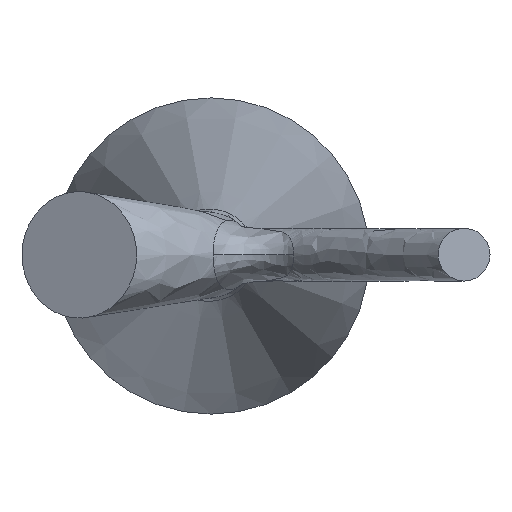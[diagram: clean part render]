
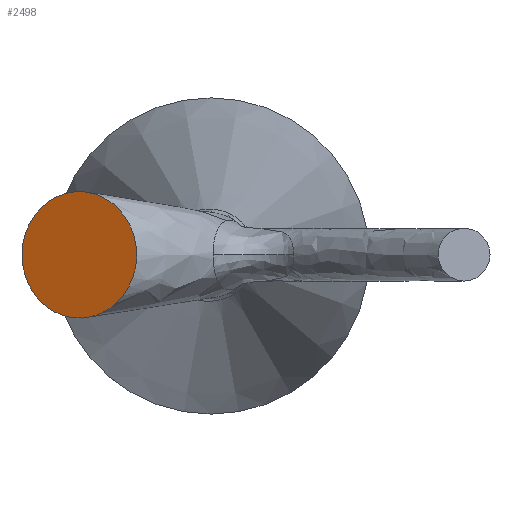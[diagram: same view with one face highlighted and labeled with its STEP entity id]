
A CAD part, top view. The second image highlights one B-rep face of the part: STEP entity #2498.
In plain terms, the highlighted planar face has unit normal (-0.423, 0, 0.906).
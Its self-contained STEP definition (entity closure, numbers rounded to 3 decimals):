
#1538 = ( BOUNDED_SURFACE() B_SPLINE_SURFACE(14,2,(
    (#1539,#1540,#1541)
    ,(#1542,#1543,#1544)
    ,(#1545,#1546,#1547)
    ,(#1548,#1549,#1550)
    ,(#1551,#1552,#1553)
    ,(#1554,#1555,#1556)
    ,(#1557,#1558,#1559)
    ,(#1560,#1561,#1562)
    ,(#1563,#1564,#1565)
    ,(#1566,#1567,#1568)
    ,(#1569,#1570,#1571)
    ,(#1572,#1573,#1574)
    ,(#1575,#1576,#1577)
    ,(#1578,#1579,#1580)
    ,(#1581,#1582,#1583
)),.UNSPECIFIED.,.T.,.F.,.F.) B_SPLINE_SURFACE_WITH_KNOTS((15,15),(3,3),
  (0.,1.),(0.,1.),.PIECEWISE_BEZIER_KNOTS.) 
GEOMETRIC_REPRESENTATION_ITEM() RATIONAL_B_SPLINE_SURFACE((
    (1.,1.,1.)
    ,(1.,1.,1.)
    ,(1.,1.,1.)
    ,(1.,1.,1.)
    ,(1.,1.,1.)
    ,(1.,1.,1.)
    ,(1.,1.,1.)
    ,(1.,1.,1.)
    ,(1.,1.,1.)
    ,(1.,1.,1.)
    ,(1.,1.,1.)
    ,(1.,1.,1.)
    ,(1.,1.,1.)
    ,(1.,1.,1.)
,(1.,1.,1.))) REPRESENTATION_ITEM('') SURFACE() );
#1539 = CARTESIAN_POINT('',(-14.124,0.,
    135.071));
#1540 = CARTESIAN_POINT('',(9.909,0.,
    122.212));
#1541 = CARTESIAN_POINT('',(7.878,0.,
    93.611));
#1542 = CARTESIAN_POINT('',(-14.124,5.386,
    135.071));
#1543 = CARTESIAN_POINT('',(9.909,3.473,
    122.212));
#1544 = CARTESIAN_POINT('',(7.878,3.59,
    93.611));
#1545 = CARTESIAN_POINT('',(-16.483,10.771,
    133.971));
#1546 = CARTESIAN_POINT('',(8.113,6.947,
    121.128));
#1547 = CARTESIAN_POINT('',(6.17,7.181,93.912
    ));
#1548 = CARTESIAN_POINT('',(-21.202,14.794,
    131.771));
#1549 = CARTESIAN_POINT('',(4.521,9.541,
    118.961));
#1550 = CARTESIAN_POINT('',(2.752,9.863,94.515
    ));
#1551 = CARTESIAN_POINT('',(-27.573,16.091,
    128.8));
#1552 = CARTESIAN_POINT('',(-0.329,10.377,
    116.034));
#1553 = CARTESIAN_POINT('',(-1.864,10.727,
    95.329));
#1554 = CARTESIAN_POINT('',(-34.188,13.788,
    125.716));
#1555 = CARTESIAN_POINT('',(-5.364,8.892,112.996
    ));
#1556 = CARTESIAN_POINT('',(-6.656,9.192,
    96.174));
#1557 = CARTESIAN_POINT('',(-39.237,7.991,
    123.361));
#1558 = CARTESIAN_POINT('',(-9.207,5.153,
    110.676));
#1559 = CARTESIAN_POINT('',(-10.313,5.327,
    96.819));
#1560 = CARTESIAN_POINT('',(-41.138,0.,
    122.475));
#1561 = CARTESIAN_POINT('',(-10.654,0.,
    109.803));
#1562 = CARTESIAN_POINT('',(-11.69,0.,
    97.061));
#1563 = CARTESIAN_POINT('',(-39.237,-7.991,
    123.361));
#1564 = CARTESIAN_POINT('',(-9.207,-5.153,
    110.676));
#1565 = CARTESIAN_POINT('',(-10.313,-5.327,
    96.819));
#1566 = CARTESIAN_POINT('',(-34.188,-13.788,
    125.716));
#1567 = CARTESIAN_POINT('',(-5.364,-8.892,
    112.996));
#1568 = CARTESIAN_POINT('',(-6.656,-9.192,
    96.174));
#1569 = CARTESIAN_POINT('',(-27.573,-16.091,
    128.8));
#1570 = CARTESIAN_POINT('',(-0.329,-10.377,
    116.034));
#1571 = CARTESIAN_POINT('',(-1.864,-10.727,
    95.329));
#1572 = CARTESIAN_POINT('',(-21.202,-14.794,
    131.771));
#1573 = CARTESIAN_POINT('',(4.521,-9.541,
    118.961));
#1574 = CARTESIAN_POINT('',(2.752,-9.863,
    94.515));
#1575 = CARTESIAN_POINT('',(-16.483,-10.771,
    133.971));
#1576 = CARTESIAN_POINT('',(8.113,-6.947,
    121.128));
#1577 = CARTESIAN_POINT('',(6.17,-7.181,93.912
    ));
#1578 = CARTESIAN_POINT('',(-14.124,-5.386,
    135.071));
#1579 = CARTESIAN_POINT('',(9.909,-3.473,
    122.212));
#1580 = CARTESIAN_POINT('',(7.878,-3.59,
    93.611));
#1581 = CARTESIAN_POINT('',(-14.124,0.,
    135.071));
#1582 = CARTESIAN_POINT('',(9.909,0.,
    122.212));
#1583 = CARTESIAN_POINT('',(7.878,0.,
    93.611));
#2368 = VERTEX_POINT('',#2369);
#2369 = CARTESIAN_POINT('',(-14.124,0.,135.071));
#2394 = EDGE_CURVE('',#2368,#2368,#2395,.T.);
#2395 = SURFACE_CURVE('',#2396,(#2412,#2419),.PCURVE_S1.);
#2396 = B_SPLINE_CURVE_WITH_KNOTS('',14,(#2397,#2398,#2399,#2400,#2401,
    #2402,#2403,#2404,#2405,#2406,#2407,#2408,#2409,#2410,#2411),
  .UNSPECIFIED.,.T.,.F.,(15,15),(0.,1.),.PIECEWISE_BEZIER_KNOTS.);
#2397 = CARTESIAN_POINT('',(-14.124,0.,
    135.071));
#2398 = CARTESIAN_POINT('',(-14.124,5.386,
    135.071));
#2399 = CARTESIAN_POINT('',(-16.483,10.771,
    133.971));
#2400 = CARTESIAN_POINT('',(-21.202,14.794,
    131.771));
#2401 = CARTESIAN_POINT('',(-27.573,16.091,
    128.8));
#2402 = CARTESIAN_POINT('',(-34.188,13.788,
    125.716));
#2403 = CARTESIAN_POINT('',(-39.237,7.991,
    123.361));
#2404 = CARTESIAN_POINT('',(-41.138,0.,
    122.475));
#2405 = CARTESIAN_POINT('',(-39.237,-7.991,
    123.361));
#2406 = CARTESIAN_POINT('',(-34.188,-13.788,
    125.716));
#2407 = CARTESIAN_POINT('',(-27.573,-16.091,
    128.8));
#2408 = CARTESIAN_POINT('',(-21.202,-14.794,
    131.771));
#2409 = CARTESIAN_POINT('',(-16.483,-10.771,
    133.971));
#2410 = CARTESIAN_POINT('',(-14.124,-5.386,
    135.071));
#2411 = CARTESIAN_POINT('',(-14.124,0.,
    135.071));
#2412 = PCURVE('',#1538,#2413);
#2413 = DEFINITIONAL_REPRESENTATION('',(#2414),#2418);
#2414 = LINE('',#2415,#2416);
#2415 = CARTESIAN_POINT('',(0.,0.));
#2416 = VECTOR('',#2417,1.);
#2417 = DIRECTION('',(1.,0.));
#2418 = ( GEOMETRIC_REPRESENTATION_CONTEXT(2) 
PARAMETRIC_REPRESENTATION_CONTEXT() REPRESENTATION_CONTEXT('2D SPACE',''
  ) );
#2419 = PCURVE('',#2420,#2425);
#2420 = PLANE('',#2421);
#2421 = AXIS2_PLACEMENT_3D('',#2422,#2423,#2424);
#2422 = CARTESIAN_POINT('',(-14.124,0.,
    135.071));
#2423 = DIRECTION('',(0.423,0.,-0.906
    ));
#2424 = DIRECTION('',(-0.906,0.,-0.423
    ));
#2425 = DEFINITIONAL_REPRESENTATION('',(#2426),#2442);
#2426 = B_SPLINE_CURVE_WITH_KNOTS('',14,(#2427,#2428,#2429,#2430,#2431,
    #2432,#2433,#2434,#2435,#2436,#2437,#2438,#2439,#2440,#2441),
  .UNSPECIFIED.,.F.,.F.,(15,15),(0.,1.),.PIECEWISE_BEZIER_KNOTS.);
#2427 = CARTESIAN_POINT('',(0.,0.));
#2428 = CARTESIAN_POINT('',(0.,5.386));
#2429 = CARTESIAN_POINT('',(2.603,10.771));
#2430 = CARTESIAN_POINT('',(7.809,14.794));
#2431 = CARTESIAN_POINT('',(14.839,16.091));
#2432 = CARTESIAN_POINT('',(22.137,13.788));
#2433 = CARTESIAN_POINT('',(27.709,7.991));
#2434 = CARTESIAN_POINT('',(29.806,0.));
#2435 = CARTESIAN_POINT('',(27.709,-7.991));
#2436 = CARTESIAN_POINT('',(22.137,-13.788));
#2437 = CARTESIAN_POINT('',(14.839,-16.091));
#2438 = CARTESIAN_POINT('',(7.809,-14.794));
#2439 = CARTESIAN_POINT('',(2.603,-10.771));
#2440 = CARTESIAN_POINT('',(0.,-5.386));
#2441 = CARTESIAN_POINT('',(0.,0.));
#2442 = ( GEOMETRIC_REPRESENTATION_CONTEXT(2) 
PARAMETRIC_REPRESENTATION_CONTEXT() REPRESENTATION_CONTEXT('2D SPACE',''
  ) );
#2498 = ADVANCED_FACE('',(#2499),#2420,.F.);
#2499 = FACE_BOUND('',#2500,.F.);
#2500 = EDGE_LOOP('',(#2501));
#2501 = ORIENTED_EDGE('',*,*,#2394,.F.);
